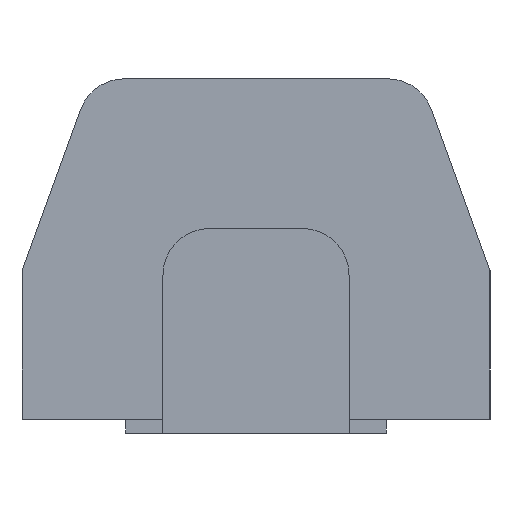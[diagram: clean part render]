
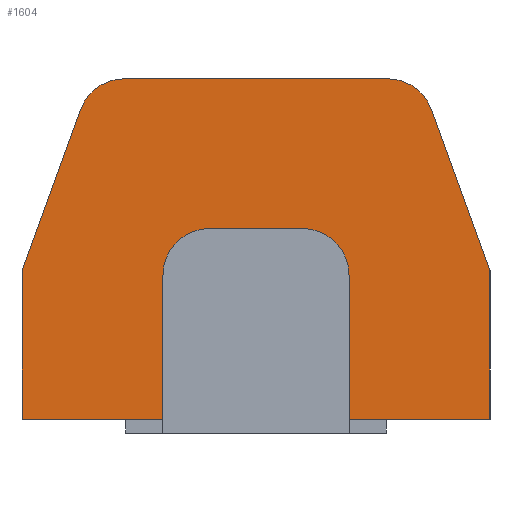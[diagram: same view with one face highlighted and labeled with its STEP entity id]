
A CAD part, left-side view. The second image highlights one B-rep face of the part: STEP entity #1604.
In plain terms, the highlighted planar face has unit normal (-1, 0, 0).
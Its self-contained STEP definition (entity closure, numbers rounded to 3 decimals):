
#70=CIRCLE('',#1738,0.5);
#71=CIRCLE('',#1740,0.5);
#148=FACE_OUTER_BOUND('',#248,.T.);
#248=EDGE_LOOP('',(#1195,#1196,#1197,#1198,#1199,#1200,#1201,#1202));
#378=LINE('',#2490,#554);
#389=LINE('',#2519,#565);
#390=LINE('',#2520,#566);
#391=LINE('',#2522,#567);
#392=LINE('',#2525,#568);
#393=LINE('',#2526,#569);
#554=VECTOR('',#1991,1.);
#565=VECTOR('',#2012,1.);
#566=VECTOR('',#2013,1.);
#567=VECTOR('',#2014,1.);
#568=VECTOR('',#2017,1.);
#569=VECTOR('',#2018,1.);
#714=VERTEX_POINT('',#2487);
#715=VERTEX_POINT('',#2489);
#725=VERTEX_POINT('',#2511);
#726=VERTEX_POINT('',#2513);
#727=VERTEX_POINT('',#2517);
#728=VERTEX_POINT('',#2518);
#729=VERTEX_POINT('',#2521);
#730=VERTEX_POINT('',#2523);
#882=EDGE_CURVE('',#714,#715,#378,.T.);
#893=EDGE_CURVE('',#725,#726,#70,.T.);
#895=EDGE_CURVE('',#727,#728,#389,.T.);
#896=EDGE_CURVE('',#726,#727,#390,.T.);
#897=EDGE_CURVE('',#729,#725,#391,.T.);
#898=EDGE_CURVE('',#730,#729,#71,.T.);
#899=EDGE_CURVE('',#715,#730,#392,.T.);
#900=EDGE_CURVE('',#714,#728,#393,.T.);
#1195=ORIENTED_EDGE('',*,*,#895,.F.);
#1196=ORIENTED_EDGE('',*,*,#896,.F.);
#1197=ORIENTED_EDGE('',*,*,#893,.F.);
#1198=ORIENTED_EDGE('',*,*,#897,.F.);
#1199=ORIENTED_EDGE('',*,*,#898,.F.);
#1200=ORIENTED_EDGE('',*,*,#899,.F.);
#1201=ORIENTED_EDGE('',*,*,#882,.F.);
#1202=ORIENTED_EDGE('',*,*,#900,.T.);
#1535=PLANE('',#1739);
#1604=ADVANCED_FACE('',(#148),#1535,.T.);
#1738=AXIS2_PLACEMENT_3D('',#2514,#2007,#2008);
#1739=AXIS2_PLACEMENT_3D('',#2516,#2010,#2011);
#1740=AXIS2_PLACEMENT_3D('',#2524,#2015,#2016);
#1991=DIRECTION('',(0.,0.,1.));
#2007=DIRECTION('center_axis',(1.,0.,0.));
#2008=DIRECTION('ref_axis',(0.,-0.574,0.819));
#2010=DIRECTION('center_axis',(-1.,0.,0.));
#2011=DIRECTION('ref_axis',(0.,-1.,0.));
#2012=DIRECTION('',(0.,0.,-1.));
#2013=DIRECTION('',(0.,-0.342,-0.94));
#2014=DIRECTION('',(0.,-1.,0.));
#2015=DIRECTION('center_axis',(1.,0.,0.));
#2016=DIRECTION('ref_axis',(0.,0.574,0.819));
#2017=DIRECTION('',(0.,-0.342,0.94));
#2018=DIRECTION('',(0.,-1.,0.));
#2487=CARTESIAN_POINT('',(-4.715,2.515,0.15));
#2489=CARTESIAN_POINT('',(-4.715,2.515,1.75));
#2490=CARTESIAN_POINT('',(-4.715,2.515,0.15));
#2511=CARTESIAN_POINT('',(-4.715,-1.415,3.81));
#2513=CARTESIAN_POINT('',(-4.715,-1.885,3.481));
#2514=CARTESIAN_POINT('Origin',(-4.715,-1.415,3.31));
#2516=CARTESIAN_POINT('Origin',(-4.715,0.,1.799));
#2517=CARTESIAN_POINT('',(-4.715,-2.515,1.75));
#2518=CARTESIAN_POINT('',(-4.715,-2.515,0.15));
#2519=CARTESIAN_POINT('',(-4.715,-2.515,1.75));
#2520=CARTESIAN_POINT('',(-4.715,-1.885,3.481));
#2521=CARTESIAN_POINT('',(-4.715,1.415,3.81));
#2522=CARTESIAN_POINT('',(-4.715,1.415,3.81));
#2523=CARTESIAN_POINT('',(-4.715,1.885,3.481));
#2524=CARTESIAN_POINT('Origin',(-4.715,1.415,3.31));
#2525=CARTESIAN_POINT('',(-4.715,2.515,1.75));
#2526=CARTESIAN_POINT('',(-4.715,2.515,0.15));
